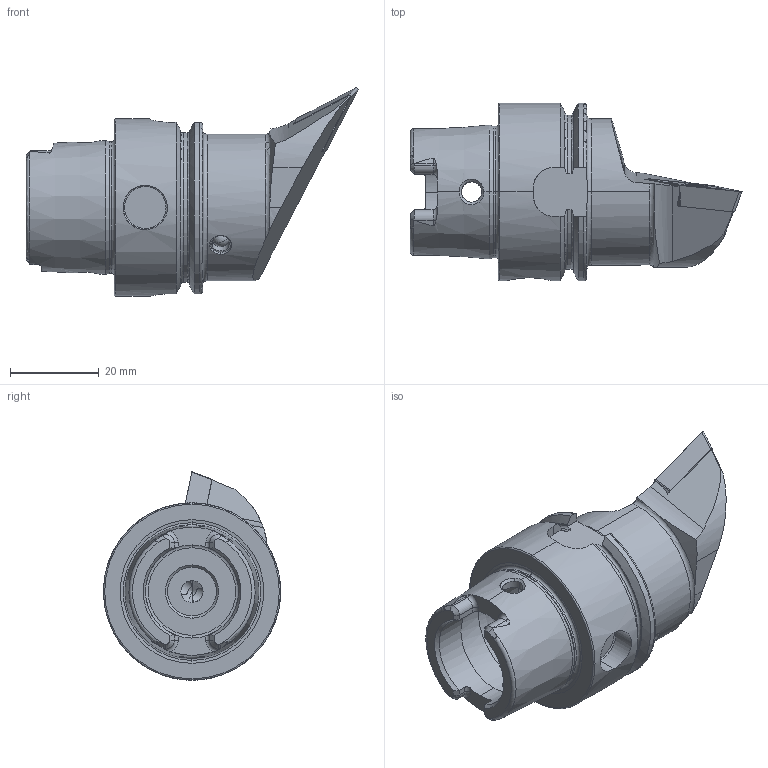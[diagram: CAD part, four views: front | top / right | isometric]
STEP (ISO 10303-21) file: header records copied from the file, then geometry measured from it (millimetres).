
FILE_DESCRIPTION (( 'STEP AP214' ), '1' );
FILE_NAME ('HA4.KVB.LPA.055.STEP', '2020-09-17T07:50:29', ( '' ), ( '' ), 'SwSTEP 2.0', 'SolidWorks 2017', '' );
FILE_SCHEMA (( 'AUTOMOTIVE_DESIGN' ));
Length unit declared in the file: millimetre
Products named in the file (5): WCB-ER2.001.009_A; KVT_MB_600_050; HA4-KVB.LPA.055_A_Fertigbearbeitung; HA4.KVB.LPA.055; VCMT160404
Assembly tree (4 placements, depth 2):
  HA4.KVB.LPA.055
    HA4-KVB.LPA.055_A_Fertigbearbeitung
    WCB-ER2.001.009_A
    VCMT160404
    KVT_MB_600_050
Bounding box: 74.9 x 40 x 47 mm (x, y, z)
Volume: 37478.1 mm3; surface area: 13372.6 mm2
Topology: 5 solids, 5 shells, 318 faces, 824 edges, 505 vertices
Faces by surface type: cylinder 90, cone 84, plane 80, torus 40, bspline 20, sphere 4
Entity records: 13218 total; most frequent: CARTESIAN_POINT 4021, ORIENTED_EDGE 1614, DIRECTION 1466, EDGE_CURVE 807, AXIS2_PLACEMENT_3D 587, VERTEX_POINT 502, EDGE_LOOP 331, ADVANCED_FACE 318
